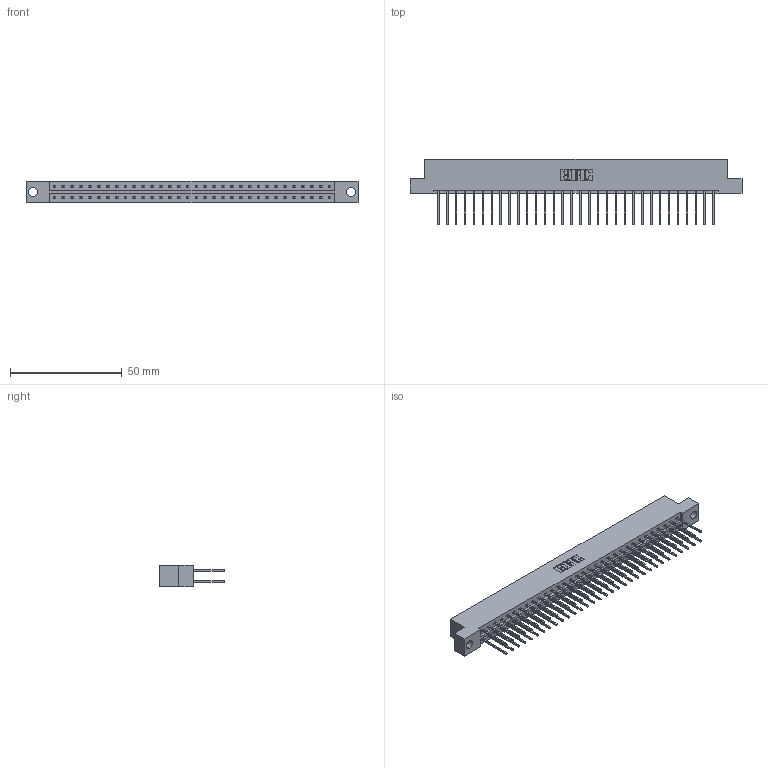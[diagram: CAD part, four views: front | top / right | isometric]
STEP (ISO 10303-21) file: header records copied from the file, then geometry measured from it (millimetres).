
FILE_DESCRIPTION (( 'STEP AP203' ), '1' );
FILE_NAME ('333-064-540-204.STEP', '2018-08-04T09:51:30', ( '' ), ( '' ), 'SwSTEP 2.0', 'SolidWorks 2016', '' );
FILE_SCHEMA (( 'CONFIG_CONTROL_DESIGN' ));
Length unit declared in the file: inch
Products named in the file (3): 345-292-001_345-293-140; 333-064-540-204; 333 Part_Flush - .156 Dia - TH
Assembly tree (65 placements, depth 2):
  333-064-540-204
    333 Part_Flush - .156 Dia - TH
    345-292-001_345-293-140  x64
Bounding box: 148.34 x 29.47 x 9.4 mm (x, y, z)
Volume: 15205.5 mm3; surface area: 18859.7 mm2
Topology: 65 solids, 65 shells, 3442 faces, 10231 edges, 6734 vertices
Faces by surface type: plane 2374, cylinder 1068
Entity records: 21901 total; most frequent: CARTESIAN_POINT 3642, ORIENTED_EDGE 3578, DIRECTION 3129, EDGE_CURVE 1789, LINE 1661, VECTOR 1661, VERTEX_POINT 1190, AXIS2_PLACEMENT_3D 734
